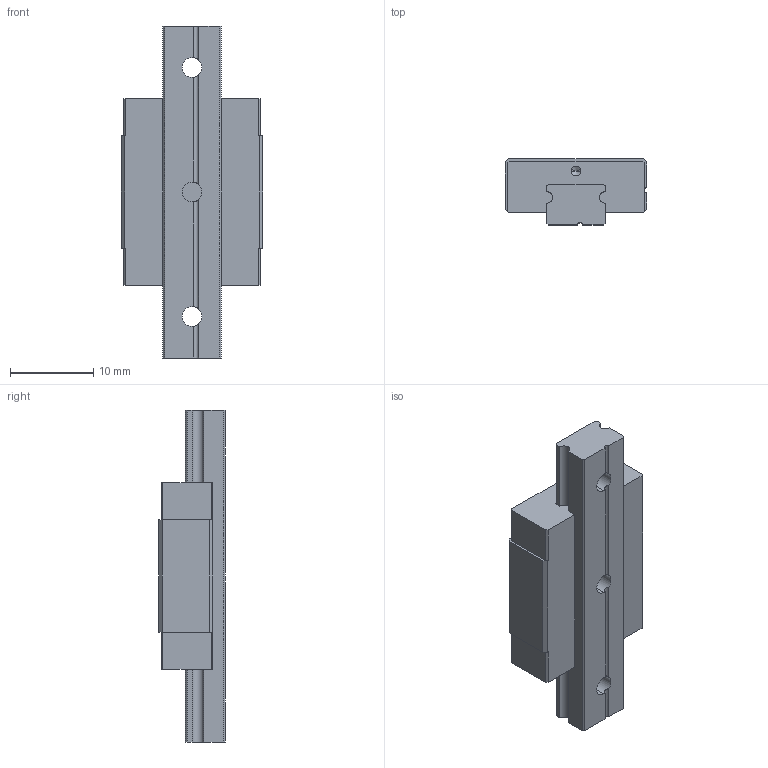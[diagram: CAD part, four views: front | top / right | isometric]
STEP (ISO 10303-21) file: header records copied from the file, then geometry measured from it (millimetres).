
FILE_DESCRIPTION((''),'2;1');
FILE_NAME('MGN7C_ASM_ASM','2008-07-11T',('minyao'),(''),'PRO/ENGINEER BY PARAMETRIC TECHNOLOGY CORPORATION, 2004360','PRO/ENGINEER BY PARAMETRIC TECHNOLOGY CORPORATION, 2004360','');
FILE_SCHEMA(('CONFIG_CONTROL_DESIGN'));
Length unit declared in the file: millimetre
Products named in the file (5): MANIFOLD_SOLID_BREP_39_1; MANIFOLD_SOLID_BREP_40_1; SAND94F7H965_ASM_1_ASM; MGN7C_ASM_1_ASM; MGN7C_ASM_ASM
Assembly tree (4 placements, depth 4):
  MGN7C_ASM_ASM
    MGN7C_ASM_1_ASM
      SAND94F7H965_ASM_1_ASM
        MANIFOLD_SOLID_BREP_39_1
        MANIFOLD_SOLID_BREP_40_1
Bounding box: 17 x 8 x 40 mm (x, y, z)
Volume: 3012.6 mm3; surface area: 2680.5 mm2
Topology: 2 solids, 2 shells, 96 faces, 273 edges, 175 vertices
Faces by surface type: plane 51, cylinder 33, cone 12
Entity records: 3323 total; most frequent: CARTESIAN_POINT 664, DIRECTION 550, ORIENTED_EDGE 522, EDGE_CURVE 261, AXIS2_PLACEMENT_3D 187, VECTOR 176, LINE 176, VERTEX_POINT 175
